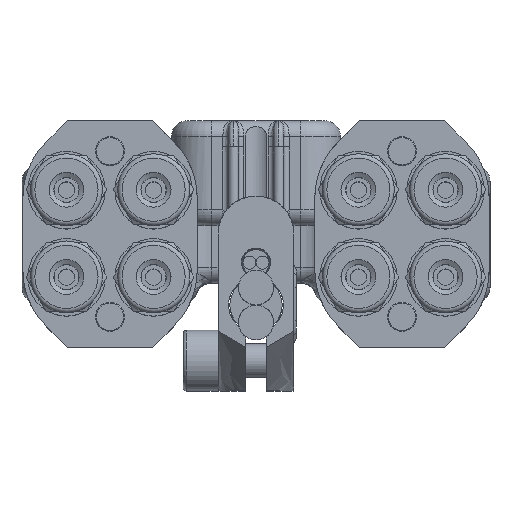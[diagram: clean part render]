
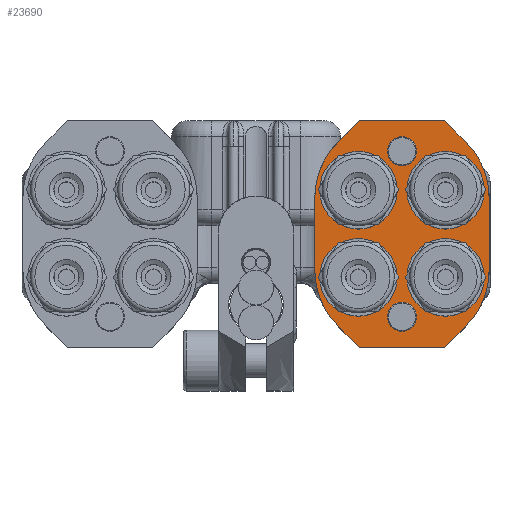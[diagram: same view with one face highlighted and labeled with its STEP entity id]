
A CAD part, top view. The second image highlights one B-rep face of the part: STEP entity #23690.
In plain terms, the highlighted planar face has unit normal (0, 0, 1).
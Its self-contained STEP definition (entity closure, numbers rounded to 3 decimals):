
#753=FACE_BOUND('',#8069,.T.);
#754=FACE_BOUND('',#8070,.T.);
#755=FACE_BOUND('',#8071,.T.);
#756=FACE_BOUND('',#8072,.T.);
#757=FACE_BOUND('',#8073,.T.);
#758=FACE_BOUND('',#8074,.T.);
#2651=LINE('',#46001,#4588);
#2656=LINE('',#46014,#4593);
#2660=LINE('',#46026,#4597);
#2667=LINE('',#46053,#4604);
#2669=LINE('',#46056,#4606);
#2673=LINE('',#46073,#4610);
#2677=LINE('',#46085,#4614);
#2680=LINE('',#46089,#4617);
#4588=VECTOR('',#32616,10.);
#4593=VECTOR('',#32629,10.);
#4597=VECTOR('',#32641,10.);
#4604=VECTOR('',#32668,10.);
#4606=VECTOR('',#32672,10.);
#4610=VECTOR('',#32690,10.);
#4614=VECTOR('',#32702,10.);
#4617=VECTOR('',#32707,10.);
#6724=FACE_OUTER_BOUND('',#8068,.T.);
#8068=EDGE_LOOP('',(#21465,#21466,#21467,#21468,#21469,#21470,#21471,#21472,
#21473,#21474,#21475,#21476));
#8069=EDGE_LOOP('',(#21477));
#8070=EDGE_LOOP('',(#21478));
#8071=EDGE_LOOP('',(#21479));
#8072=EDGE_LOOP('',(#21480));
#8073=EDGE_LOOP('',(#21481));
#8074=EDGE_LOOP('',(#21482));
#9208=CIRCLE('',#26101,2.518);
#9211=CIRCLE('',#26105,9.);
#9212=CIRCLE('',#26108,2.518);
#9215=CIRCLE('',#26113,9.);
#9216=CIRCLE('',#26116,2.518);
#9218=CIRCLE('',#26119,1.666);
#9221=CIRCLE('',#26123,9.);
#9222=CIRCLE('',#26127,2.518);
#9224=CIRCLE('',#26130,1.666);
#9227=CIRCLE('',#26135,9.);
#11355=VERTEX_POINT('',#45983);
#11359=VERTEX_POINT('',#45992);
#11360=VERTEX_POINT('',#45994);
#11362=VERTEX_POINT('',#46000);
#11363=VERTEX_POINT('',#46004);
#11366=VERTEX_POINT('',#46012);
#11368=VERTEX_POINT('',#46018);
#11370=VERTEX_POINT('',#46024);
#11371=VERTEX_POINT('',#46028);
#11373=VERTEX_POINT('',#46034);
#11377=VERTEX_POINT('',#46043);
#11378=VERTEX_POINT('',#46045);
#11380=VERTEX_POINT('',#46051);
#11381=VERTEX_POINT('',#46058);
#11383=VERTEX_POINT('',#46064);
#11386=VERTEX_POINT('',#46072);
#11388=VERTEX_POINT('',#46078);
#11390=VERTEX_POINT('',#46084);
#14725=EDGE_CURVE('',#11355,#11355,#9208,.F.);
#14730=EDGE_CURVE('',#11360,#11359,#9211,.T.);
#14733=EDGE_CURVE('',#11362,#11360,#2651,.T.);
#14735=EDGE_CURVE('',#11363,#11363,#9212,.T.);
#14740=EDGE_CURVE('',#11366,#11359,#2656,.T.);
#14743=EDGE_CURVE('',#11368,#11366,#9215,.T.);
#14746=EDGE_CURVE('',#11370,#11368,#2660,.T.);
#14747=EDGE_CURVE('',#11371,#11371,#9216,.T.);
#14750=EDGE_CURVE('',#11373,#11373,#9218,.T.);
#14755=EDGE_CURVE('',#11377,#11378,#9221,.T.);
#14759=EDGE_CURVE('',#11380,#11377,#2667,.T.);
#14761=EDGE_CURVE('',#11362,#11380,#2669,.T.);
#14762=EDGE_CURVE('',#11381,#11381,#9222,.F.);
#14765=EDGE_CURVE('',#11383,#11383,#9224,.F.);
#14769=EDGE_CURVE('',#11386,#11378,#2673,.T.);
#14772=EDGE_CURVE('',#11388,#11386,#9227,.T.);
#14775=EDGE_CURVE('',#11390,#11388,#2677,.T.);
#14778=EDGE_CURVE('',#11390,#11370,#2680,.T.);
#21465=ORIENTED_EDGE('',*,*,#14761,.F.);
#21466=ORIENTED_EDGE('',*,*,#14733,.T.);
#21467=ORIENTED_EDGE('',*,*,#14730,.T.);
#21468=ORIENTED_EDGE('',*,*,#14740,.F.);
#21469=ORIENTED_EDGE('',*,*,#14743,.F.);
#21470=ORIENTED_EDGE('',*,*,#14746,.F.);
#21471=ORIENTED_EDGE('',*,*,#14778,.F.);
#21472=ORIENTED_EDGE('',*,*,#14775,.T.);
#21473=ORIENTED_EDGE('',*,*,#14772,.T.);
#21474=ORIENTED_EDGE('',*,*,#14769,.T.);
#21475=ORIENTED_EDGE('',*,*,#14755,.F.);
#21476=ORIENTED_EDGE('',*,*,#14759,.F.);
#21477=ORIENTED_EDGE('',*,*,#14750,.T.);
#21478=ORIENTED_EDGE('',*,*,#14735,.F.);
#21479=ORIENTED_EDGE('',*,*,#14725,.T.);
#21480=ORIENTED_EDGE('',*,*,#14747,.F.);
#21481=ORIENTED_EDGE('',*,*,#14762,.T.);
#21482=ORIENTED_EDGE('',*,*,#14765,.F.);
#22460=PLANE('',#26138);
#23690=ADVANCED_FACE('',(#6724,#753,#754,#755,#756,#757,#758),#22460,.T.);
#26101=AXIS2_PLACEMENT_3D('',#45984,#32600,#32601);
#26105=AXIS2_PLACEMENT_3D('',#45995,#32610,#32611);
#26108=AXIS2_PLACEMENT_3D('',#46005,#32620,#32621);
#26113=AXIS2_PLACEMENT_3D('',#46020,#32635,#32636);
#26116=AXIS2_PLACEMENT_3D('',#46029,#32644,#32645);
#26119=AXIS2_PLACEMENT_3D('',#46035,#32651,#32652);
#26123=AXIS2_PLACEMENT_3D('',#46046,#32661,#32662);
#26127=AXIS2_PLACEMENT_3D('',#46059,#32675,#32676);
#26130=AXIS2_PLACEMENT_3D('',#46065,#32682,#32683);
#26135=AXIS2_PLACEMENT_3D('',#46079,#32696,#32697);
#26138=AXIS2_PLACEMENT_3D('',#46090,#32708,#32709);
#32600=DIRECTION('center_axis',(0.,0.,1.));
#32601=DIRECTION('ref_axis',(-1.,0.,0.));
#32610=DIRECTION('center_axis',(0.,0.,1.));
#32611=DIRECTION('ref_axis',(0.707,-0.707,0.));
#32616=DIRECTION('',(0.707,0.707,0.));
#32620=DIRECTION('center_axis',(0.,0.,1.));
#32621=DIRECTION('ref_axis',(-1.,0.,0.));
#32629=DIRECTION('',(0.,-1.,0.));
#32635=DIRECTION('center_axis',(0.,0.,-1.));
#32636=DIRECTION('ref_axis',(0.707,0.707,0.));
#32641=DIRECTION('',(0.707,-0.707,0.));
#32644=DIRECTION('center_axis',(0.,0.,1.));
#32645=DIRECTION('ref_axis',(1.,0.,0.));
#32651=DIRECTION('center_axis',(0.,0.,-1.));
#32652=DIRECTION('ref_axis',(-1.,0.,0.));
#32661=DIRECTION('center_axis',(0.,0.,-1.));
#32662=DIRECTION('ref_axis',(-0.707,-0.707,0.));
#32668=DIRECTION('',(-0.707,0.707,0.));
#32672=DIRECTION('',(-1.,0.,0.));
#32675=DIRECTION('center_axis',(0.,0.,1.));
#32676=DIRECTION('ref_axis',(1.,0.,0.));
#32682=DIRECTION('center_axis',(0.,0.,-1.));
#32683=DIRECTION('ref_axis',(-1.,0.,0.));
#32690=DIRECTION('',(0.,-1.,0.));
#32696=DIRECTION('center_axis',(0.,0.,1.));
#32697=DIRECTION('ref_axis',(-0.707,0.707,0.));
#32702=DIRECTION('',(-0.707,-0.707,0.));
#32707=DIRECTION('',(1.,0.,0.));
#32708=DIRECTION('center_axis',(0.,0.,1.));
#32709=DIRECTION('ref_axis',(1.,0.,0.));
#45983=CARTESIAN_POINT('',(24.268,-5.,5.));
#45984=CARTESIAN_POINT('Origin',(21.75,-5.,5.));
#45992=CARTESIAN_POINT('',(26.75,-4.172,5.));
#45994=CARTESIAN_POINT('',(24.114,-10.536,5.));
#45995=CARTESIAN_POINT('Origin',(17.75,-4.172,5.));
#46000=CARTESIAN_POINT('',(21.65,-13.,5.));
#46001=CARTESIAN_POINT('',(21.65,-13.,5.));
#46004=CARTESIAN_POINT('',(24.267,5.,5.));
#46005=CARTESIAN_POINT('Origin',(21.75,5.,5.));
#46012=CARTESIAN_POINT('',(26.75,4.172,5.));
#46014=CARTESIAN_POINT('',(26.75,4.172,5.));
#46018=CARTESIAN_POINT('',(24.114,10.536,5.));
#46020=CARTESIAN_POINT('Origin',(17.75,4.172,5.));
#46024=CARTESIAN_POINT('',(21.65,13.,5.));
#46026=CARTESIAN_POINT('',(21.65,13.,5.));
#46028=CARTESIAN_POINT('',(9.232,-5.,5.));
#46029=CARTESIAN_POINT('Origin',(11.75,-5.,5.));
#46034=CARTESIAN_POINT('',(15.084,-9.5,5.));
#46035=CARTESIAN_POINT('Origin',(16.75,-9.5,5.));
#46043=CARTESIAN_POINT('',(9.386,-10.536,5.));
#46045=CARTESIAN_POINT('',(6.75,-4.172,5.));
#46046=CARTESIAN_POINT('Origin',(15.75,-4.172,5.));
#46051=CARTESIAN_POINT('',(11.85,-13.,5.));
#46053=CARTESIAN_POINT('',(11.85,-13.,5.));
#46056=CARTESIAN_POINT('',(14.5,-13.,5.));
#46058=CARTESIAN_POINT('',(9.232,5.,5.));
#46059=CARTESIAN_POINT('Origin',(11.75,5.,5.));
#46064=CARTESIAN_POINT('',(15.084,9.5,5.));
#46065=CARTESIAN_POINT('Origin',(16.75,9.5,5.));
#46072=CARTESIAN_POINT('',(6.75,4.172,5.));
#46073=CARTESIAN_POINT('',(6.75,4.172,5.));
#46078=CARTESIAN_POINT('',(9.386,10.536,5.));
#46079=CARTESIAN_POINT('Origin',(15.75,4.172,5.));
#46084=CARTESIAN_POINT('',(11.85,13.,5.));
#46085=CARTESIAN_POINT('',(11.85,13.,5.));
#46089=CARTESIAN_POINT('',(19.,13.,5.));
#46090=CARTESIAN_POINT('Origin',(11.75,6.5,5.));
